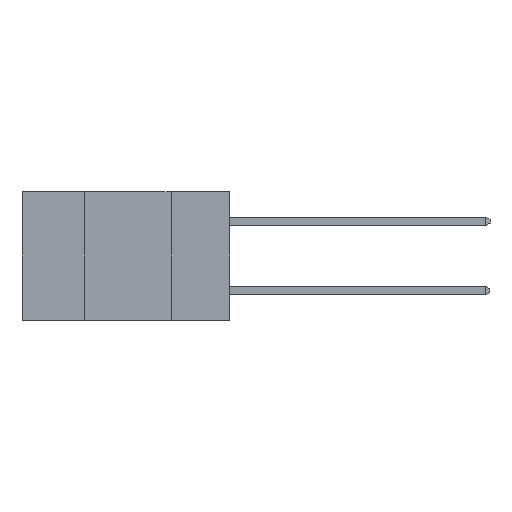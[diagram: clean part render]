
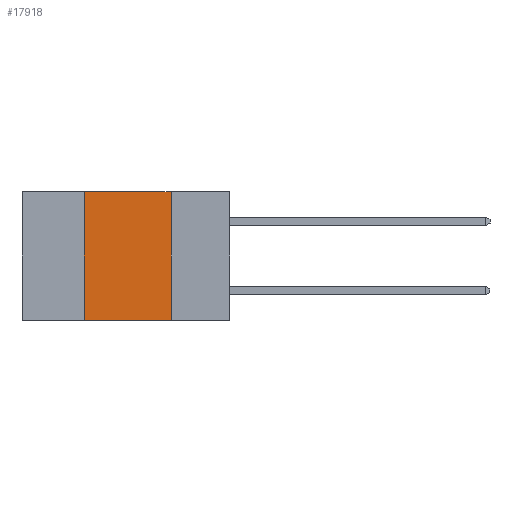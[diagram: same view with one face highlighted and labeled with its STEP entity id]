
A CAD part, left-side view. The second image highlights one B-rep face of the part: STEP entity #17918.
In plain terms, the highlighted planar face has unit normal (-1, 0, 0).
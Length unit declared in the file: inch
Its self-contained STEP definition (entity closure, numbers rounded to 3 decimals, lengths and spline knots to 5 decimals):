
#543 = VERTEX_POINT ( 'NONE', #4084 ) ;
#636 = EDGE_CURVE ( 'NONE', #19617, #13935, #4418, .T. ) ;
#1031 = CARTESIAN_POINT ( 'NONE',  ( 0., 0.6, -0.37 ) ) ;
#1244 = VECTOR ( 'NONE', #19903, 39.37008 ) ;
#2381 = AXIS2_PLACEMENT_3D ( 'NONE', #18279, #19866, #10260 ) ;
#2500 = ORIENTED_EDGE ( 'NONE', *, *, #5099, .F. ) ;
#3433 = DIRECTION ( 'NONE',  ( 0., -1., 0. ) ) ;
#3878 = EDGE_CURVE ( 'NONE', #543, #9511, #16241, .T. ) ;
#3997 = EDGE_CURVE ( 'NONE', #19617, #543, #9946, .T. ) ;
#4084 = CARTESIAN_POINT ( 'NONE',  ( 0., 0.42, 0. ) ) ;
#4418 = LINE ( 'NONE', #1031, #20986 ) ;
#5099 = EDGE_CURVE ( 'NONE', #9511, #13935, #9926, .T. ) ;
#6161 = CARTESIAN_POINT ( 'NONE',  ( 0., 0.17, 0. ) ) ;
#6321 = CARTESIAN_POINT ( 'NONE',  ( 0., 0.17, 0. ) ) ;
#7226 = CARTESIAN_POINT ( 'NONE',  ( 0., 0.42, 0. ) ) ;
#7952 = FACE_OUTER_BOUND ( 'NONE', #19263, .T. ) ;
#9145 = CARTESIAN_POINT ( 'NONE',  ( 0., 0.17, -0.37 ) ) ;
#9446 = CARTESIAN_POINT ( 'NONE',  ( 0., 0.42, -0.37 ) ) ;
#9511 = VERTEX_POINT ( 'NONE', #6161 ) ;
#9926 = LINE ( 'NONE', #6321, #14214 ) ;
#9946 = LINE ( 'NONE', #7226, #1244 ) ;
#10260 = DIRECTION ( 'NONE',  ( 0., 0., -1. ) ) ;
#11569 = DIRECTION ( 'NONE',  ( 0., -1., 0. ) ) ;
#11656 = ORIENTED_EDGE ( 'NONE', *, *, #3878, .F. ) ;
#12470 = VECTOR ( 'NONE', #3433, 39.37008 ) ;
#13935 = VERTEX_POINT ( 'NONE', #9145 ) ;
#14214 = VECTOR ( 'NONE', #17568, 39.37008 ) ;
#15938 = ORIENTED_EDGE ( 'NONE', *, *, #3997, .F. ) ;
#16241 = LINE ( 'NONE', #17549, #12470 ) ;
#16439 = ORIENTED_EDGE ( 'NONE', *, *, #636, .T. ) ;
#16645 = PLANE ( 'NONE',  #2381 ) ;
#17549 = CARTESIAN_POINT ( 'NONE',  ( 0., 0.6, 0. ) ) ;
#17568 = DIRECTION ( 'NONE',  ( 0., 0., -1. ) ) ;
#17918 = ADVANCED_FACE ( 'NONE', ( #7952 ), #16645, .F. ) ;
#18279 = CARTESIAN_POINT ( 'NONE',  ( 0., 0.6, 0. ) ) ;
#19263 = EDGE_LOOP ( 'NONE', ( #2500, #11656, #15938, #16439 ) ) ;
#19617 = VERTEX_POINT ( 'NONE', #9446 ) ;
#19866 = DIRECTION ( 'NONE',  ( 1., 0., 0. ) ) ;
#19903 = DIRECTION ( 'NONE',  ( 0., 0., 1. ) ) ;
#20986 = VECTOR ( 'NONE', #11569, 39.37008 ) ;
